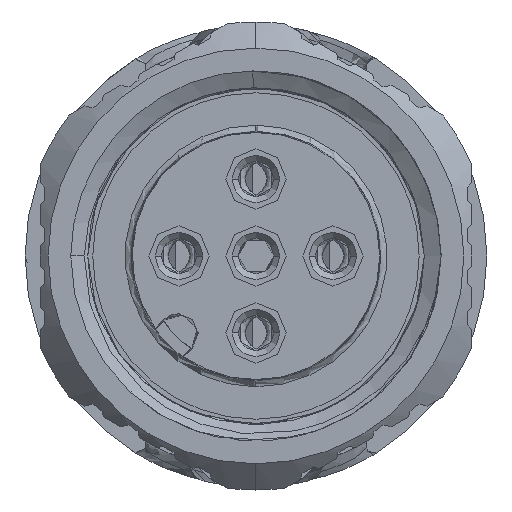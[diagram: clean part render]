
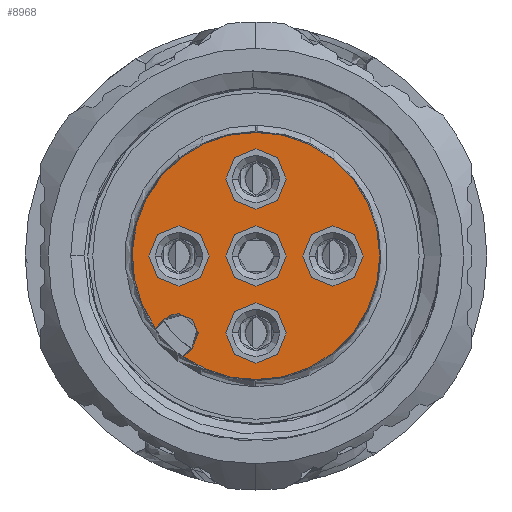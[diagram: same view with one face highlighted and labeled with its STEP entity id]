
A CAD part, front view. The second image highlights one B-rep face of the part: STEP entity #8968.
In plain terms, the highlighted planar face has unit normal (0, -1, 0).
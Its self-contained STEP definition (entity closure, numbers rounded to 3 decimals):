
#37=CARTESIAN_POINT('',(0.,-121.8,
0.));
#38=DIRECTION('',(0.,1.,0.));
#39=DIRECTION('',(0.,0.,-1.));
#40=AXIS2_PLACEMENT_3D('',#37,#38,#39);
#42=DIRECTION('',(0.707,0.,0.707));
#43=VECTOR('',#42,0.392);
#44=CARTESIAN_POINT('',(-2.344,-121.8,-3.266));
#45=LINE('',#44,#43);
#46=CARTESIAN_POINT('',(-2.528,-121.8,-2.528));
#47=DIRECTION('',(0.,-1.,0.));
#48=DIRECTION('',(0.707,0.,-0.707));
#49=AXIS2_PLACEMENT_3D('',#46,#47,#48);
#51=CARTESIAN_POINT('',(-2.528,-121.8,-2.528));
#52=DIRECTION('',(0.,-1.,0.));
#53=DIRECTION('',(0.,0.,1.));
#54=AXIS2_PLACEMENT_3D('',#51,#52,#53);
#56=DIRECTION('',(-0.707,0.,-0.707));
#57=VECTOR('',#56,0.392);
#58=CARTESIAN_POINT('',(-2.989,-121.8,-2.067));
#59=LINE('',#58,#57);
#60=CARTESIAN_POINT('',(0.,-121.8,
0.));
#61=DIRECTION('',(0.,1.,0.));
#62=DIRECTION('',(-0.812,0.,-0.583));
#63=AXIS2_PLACEMENT_3D('',#60,#61,#62);
#65=CARTESIAN_POINT('',(0.,-121.8,
0.));
#66=DIRECTION('',(0.,1.,0.));
#67=DIRECTION('',(0.,0.,1.));
#68=AXIS2_PLACEMENT_3D('',#65,#66,#67);
#70=CARTESIAN_POINT('',(2.5,-121.8,0.));
#71=DIRECTION('',(0.,-1.,0.));
#72=DIRECTION('',(1.,0.,0.));
#73=AXIS2_PLACEMENT_3D('',#70,#71,#72);
#75=CARTESIAN_POINT('',(2.5,-121.8,0.));
#76=DIRECTION('',(0.,-1.,0.));
#77=DIRECTION('',(-1.,0.,0.));
#78=AXIS2_PLACEMENT_3D('',#75,#76,#77);
#80=CARTESIAN_POINT('',(0.,-121.8,2.5));
#81=DIRECTION('',(0.,-1.,0.));
#82=DIRECTION('',(1.,0.,0.));
#83=AXIS2_PLACEMENT_3D('',#80,#81,#82);
#85=CARTESIAN_POINT('',(0.,-121.8,2.5));
#86=DIRECTION('',(0.,-1.,0.));
#87=DIRECTION('',(-1.,0.,0.));
#88=AXIS2_PLACEMENT_3D('',#85,#86,#87);
#90=CARTESIAN_POINT('',(-2.5,-121.8,0.));
#91=DIRECTION('',(0.,-1.,0.));
#92=DIRECTION('',(1.,0.,0.));
#93=AXIS2_PLACEMENT_3D('',#90,#91,#92);
#95=CARTESIAN_POINT('',(-2.5,-121.8,0.));
#96=DIRECTION('',(0.,-1.,0.));
#97=DIRECTION('',(-1.,0.,0.));
#98=AXIS2_PLACEMENT_3D('',#95,#96,#97);
#100=CARTESIAN_POINT('',(0.,-121.8,-2.5));
#101=DIRECTION('',(0.,-1.,0.));
#102=DIRECTION('',(1.,0.,0.));
#103=AXIS2_PLACEMENT_3D('',#100,#101,#102);
#105=CARTESIAN_POINT('',(0.,-121.8,-2.5));
#106=DIRECTION('',(0.,-1.,0.));
#107=DIRECTION('',(-1.,0.,0.));
#108=AXIS2_PLACEMENT_3D('',#105,#106,#107);
#110=CARTESIAN_POINT('',(0.,-121.8,0.));
#111=DIRECTION('',(0.,-1.,0.));
#112=DIRECTION('',(-1.,0.,0.));
#113=AXIS2_PLACEMENT_3D('',#110,#111,#112);
#115=CARTESIAN_POINT('',(0.,-121.8,0.));
#116=DIRECTION('',(0.,-1.,0.));
#117=DIRECTION('',(1.,0.,0.));
#118=AXIS2_PLACEMENT_3D('',#115,#116,#117);
#124=CARTESIAN_POINT('',(-3.266,-121.8,-2.344));
#7510=VERTEX_POINT('',#124);
#7511=CARTESIAN_POINT('',(-2.989,-121.8,-2.067));
#7512=VERTEX_POINT('',#7511);
#7522=CARTESIAN_POINT('',(-2.528,-121.8,
-1.876));
#7523=VERTEX_POINT('',#7522);
#7524=CARTESIAN_POINT('',(-2.067,-121.8,
-2.989));
#7525=VERTEX_POINT('',#7524);
#7526=CARTESIAN_POINT('',(0.,-121.8,
-4.02));
#7527=CARTESIAN_POINT('',(-2.344,-121.8,
-3.266));
#7528=VERTEX_POINT('',#7526);
#7529=VERTEX_POINT('',#7527);
#7530=CARTESIAN_POINT('',(0.,-121.8,
4.02));
#7531=VERTEX_POINT('',#7530);
#7532=CARTESIAN_POINT('',(3.48,-121.8,0.));
#7533=CARTESIAN_POINT('',(1.52,-121.8,0.));
#7534=VERTEX_POINT('',#7532);
#7535=VERTEX_POINT('',#7533);
#7536=CARTESIAN_POINT('',(0.98,-121.8,2.5));
#7537=CARTESIAN_POINT('',(-0.98,-121.8,2.5));
#7538=VERTEX_POINT('',#7536);
#7539=VERTEX_POINT('',#7537);
#7540=CARTESIAN_POINT('',(-1.52,-121.8,0.));
#7541=CARTESIAN_POINT('',(-3.48,-121.8,0.));
#7542=VERTEX_POINT('',#7540);
#7543=VERTEX_POINT('',#7541);
#7544=CARTESIAN_POINT('',(0.98,-121.8,-2.5));
#7545=CARTESIAN_POINT('',(-0.98,-121.8,-2.5));
#7546=VERTEX_POINT('',#7544);
#7547=VERTEX_POINT('',#7545);
#7548=CARTESIAN_POINT('',(-0.98,-121.8,0.));
#7549=CARTESIAN_POINT('',(0.98,-121.8,0.));
#7550=VERTEX_POINT('',#7548);
#7551=VERTEX_POINT('',#7549);
#8920=CARTESIAN_POINT('',(0.,-121.8,0.));
#8921=DIRECTION('',(0.,1.,0.));
#8922=DIRECTION('',(0.,0.,-1.));
#8923=AXIS2_PLACEMENT_3D('',#8920,#8921,#8922);
#8924=PLANE('',#8923);
#8926=ORIENTED_EDGE('',*,*,#8925,.T.);
#8928=ORIENTED_EDGE('',*,*,#8927,.T.);
#8929=ORIENTED_EDGE('',*,*,#8911,.T.);
#8930=ORIENTED_EDGE('',*,*,#8909,.T.);
#8931=ORIENTED_EDGE('',*,*,#8863,.T.);
#8933=ORIENTED_EDGE('',*,*,#8932,.T.);
#8935=ORIENTED_EDGE('',*,*,#8934,.T.);
#8936=EDGE_LOOP('',(#8926,#8928,#8929,#8930,#8931,#8933,#8935));
#8937=FACE_OUTER_BOUND('',#8936,.F.);
#8939=ORIENTED_EDGE('',*,*,#8938,.T.);
#8941=ORIENTED_EDGE('',*,*,#8940,.T.);
#8942=EDGE_LOOP('',(#8939,#8941));
#8943=FACE_BOUND('',#8942,.F.);
#8945=ORIENTED_EDGE('',*,*,#8944,.T.);
#8947=ORIENTED_EDGE('',*,*,#8946,.T.);
#8948=EDGE_LOOP('',(#8945,#8947));
#8949=FACE_BOUND('',#8948,.F.);
#8951=ORIENTED_EDGE('',*,*,#8950,.T.);
#8953=ORIENTED_EDGE('',*,*,#8952,.T.);
#8954=EDGE_LOOP('',(#8951,#8953));
#8955=FACE_BOUND('',#8954,.F.);
#8957=ORIENTED_EDGE('',*,*,#8956,.T.);
#8959=ORIENTED_EDGE('',*,*,#8958,.T.);
#8960=EDGE_LOOP('',(#8957,#8959));
#8961=FACE_BOUND('',#8960,.F.);
#8963=ORIENTED_EDGE('',*,*,#8962,.T.);
#8965=ORIENTED_EDGE('',*,*,#8964,.T.);
#8966=EDGE_LOOP('',(#8963,#8965));
#8967=FACE_BOUND('',#8966,.F.);
#8968=ADVANCED_FACE('',(#8937,#8943,#8949,#8955,#8961,#8967),#8924,.F.);
#41=CIRCLE('',#40,4.02);
#50=CIRCLE('',#49,0.652);
#55=CIRCLE('',#54,0.652);
#64=CIRCLE('',#63,4.02);
#69=CIRCLE('',#68,4.02);
#74=CIRCLE('',#73,0.98);
#79=CIRCLE('',#78,0.98);
#84=CIRCLE('',#83,0.98);
#89=CIRCLE('',#88,0.98);
#94=CIRCLE('',#93,0.98);
#99=CIRCLE('',#98,0.98);
#104=CIRCLE('',#103,0.98);
#109=CIRCLE('',#108,0.98);
#114=CIRCLE('',#113,0.98);
#119=CIRCLE('',#118,0.98);
#8863=EDGE_CURVE('',#7512,#7510,#59,.T.);
#8909=EDGE_CURVE('',#7523,#7512,#55,.T.);
#8911=EDGE_CURVE('',#7525,#7523,#50,.T.);
#8925=EDGE_CURVE('',#7528,#7529,#41,.T.);
#8927=EDGE_CURVE('',#7529,#7525,#45,.T.);
#8932=EDGE_CURVE('',#7510,#7531,#64,.T.);
#8934=EDGE_CURVE('',#7531,#7528,#69,.T.);
#8938=EDGE_CURVE('',#7534,#7535,#74,.T.);
#8940=EDGE_CURVE('',#7535,#7534,#79,.T.);
#8944=EDGE_CURVE('',#7538,#7539,#84,.T.);
#8946=EDGE_CURVE('',#7539,#7538,#89,.T.);
#8950=EDGE_CURVE('',#7542,#7543,#94,.T.);
#8952=EDGE_CURVE('',#7543,#7542,#99,.T.);
#8956=EDGE_CURVE('',#7546,#7547,#104,.T.);
#8958=EDGE_CURVE('',#7547,#7546,#109,.T.);
#8962=EDGE_CURVE('',#7550,#7551,#114,.T.);
#8964=EDGE_CURVE('',#7551,#7550,#119,.T.);
